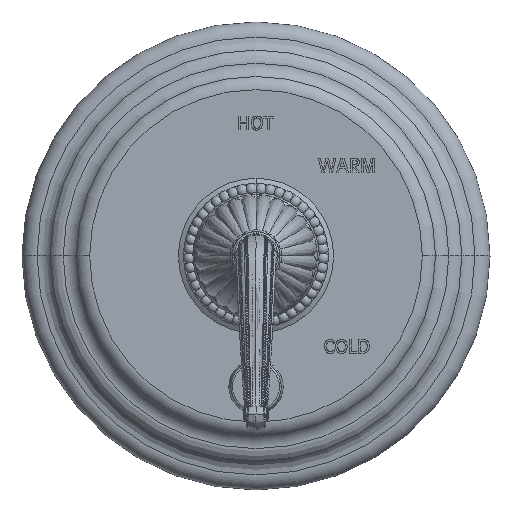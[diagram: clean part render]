
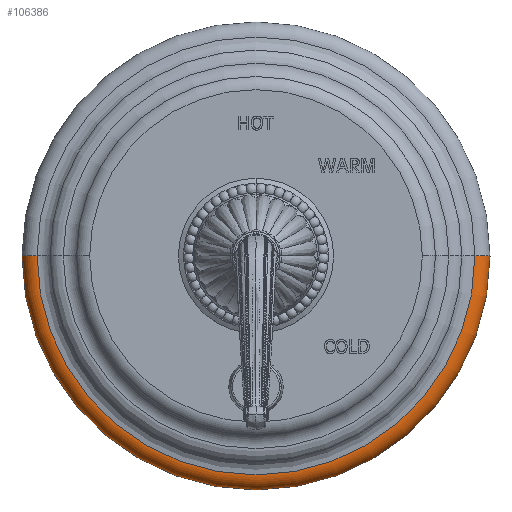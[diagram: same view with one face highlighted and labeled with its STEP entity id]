
A CAD part, top view. The second image highlights one B-rep face of the part: STEP entity #106386.
In plain terms, the highlighted toroidal (fillet/blend) face has major radius 92.075 mm and minor radius 6.35 mm.
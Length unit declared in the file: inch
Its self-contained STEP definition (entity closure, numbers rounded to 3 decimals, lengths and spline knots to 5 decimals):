
#2=CARTESIAN_POINT('',(0.,0.,0.));
#3=DIRECTION('',(0.,0.,-1.));
#4=DIRECTION('',(1.,0.,0.));
#5=AXIS2_PLACEMENT_3D('',#2,#3,#4);
#12=CARTESIAN_POINT('',(3.625,0.,0.));
#13=DIRECTION('',(0.,-1.,0.));
#14=DIRECTION('',(1.,0.,0.));
#15=AXIS2_PLACEMENT_3D('',#12,#13,#14);
#17=CARTESIAN_POINT('',(-3.625,0.,0.));
#18=DIRECTION('',(0.,1.,0.));
#19=DIRECTION('',(-1.,0.,0.));
#20=AXIS2_PLACEMENT_3D('',#17,#18,#19);
#37=CARTESIAN_POINT('',(0.,0.,0.25));
#38=DIRECTION('',(0.,0.,-1.));
#39=DIRECTION('',(1.,0.,0.));
#40=AXIS2_PLACEMENT_3D('',#37,#38,#39);
#99139=CARTESIAN_POINT('',(3.625,0.,0.25));
#99141=VERTEX_POINT('',#99139);
#99149=CARTESIAN_POINT('',(-3.625,0.,0.25));
#99151=VERTEX_POINT('',#99149);
#99611=CARTESIAN_POINT('',(3.875,0.,0.));
#99612=CARTESIAN_POINT('',(-3.875,0.,0.));
#99613=VERTEX_POINT('',#99611);
#99614=VERTEX_POINT('',#99612);
#106371=CARTESIAN_POINT('',(0.,0.,0.));
#106372=DIRECTION('',(0.,0.,-1.));
#106373=DIRECTION('',(-1.,0.,0.));
#106374=AXIS2_PLACEMENT_3D('',#106371,#106372,#106373);
#106375=TOROIDAL_SURFACE('',#106374,3.625,0.25);
#106377=ORIENTED_EDGE('',*,*,#106376,.T.);
#106379=ORIENTED_EDGE('',*,*,#106378,.T.);
#106381=ORIENTED_EDGE('',*,*,#106380,.F.);
#106383=ORIENTED_EDGE('',*,*,#106382,.F.);
#106384=EDGE_LOOP('',(#106377,#106379,#106381,#106383));
#106385=FACE_OUTER_BOUND('',#106384,.F.);
#106386=ADVANCED_FACE('',(#106385),#106375,.T.);
#6=CIRCLE('',#5,3.875);
#16=CIRCLE('',#15,0.25);
#21=CIRCLE('',#20,0.25);
#41=CIRCLE('',#40,3.625);
#106376=EDGE_CURVE('',#99613,#99614,#6,.T.);
#106378=EDGE_CURVE('',#99614,#99151,#21,.T.);
#106380=EDGE_CURVE('',#99141,#99151,#41,.T.);
#106382=EDGE_CURVE('',#99613,#99141,#16,.T.);
